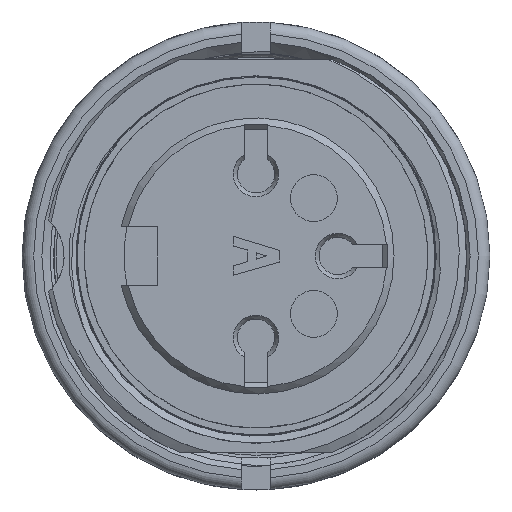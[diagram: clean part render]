
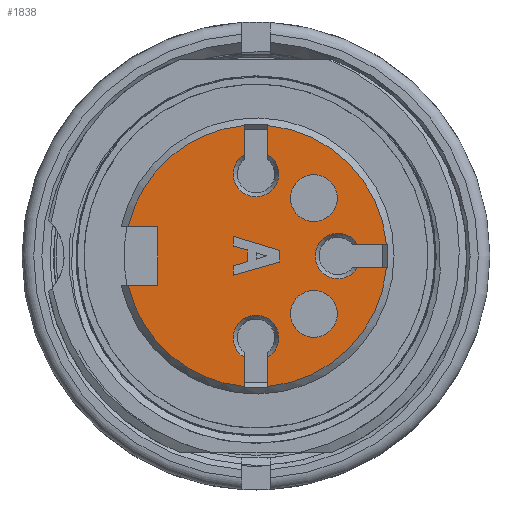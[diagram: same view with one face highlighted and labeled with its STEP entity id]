
A CAD part, front view. The second image highlights one B-rep face of the part: STEP entity #1838.
In plain terms, the highlighted planar face has unit normal (0, -1, 0).
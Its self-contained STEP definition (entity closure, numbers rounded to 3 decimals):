
#1838=ADVANCED_FACE('',(#3562,#3563,#3564,#3565),#2215,.F.);
#2215=PLANE('',#8210);
#2380=LINE('',#10111,#2971);
#2381=LINE('',#10114,#2972);
#2382=LINE('',#10116,#2973);
#2383=LINE('',#10118,#2974);
#2384=LINE('',#10120,#2975);
#2385=LINE('',#10122,#2976);
#2386=LINE('',#10124,#2977);
#2387=LINE('',#10126,#2978);
#2388=LINE('',#10127,#2979);
#2389=LINE('',#10132,#2980);
#2390=LINE('',#10136,#2981);
#2391=LINE('',#10140,#2982);
#2392=LINE('',#10144,#2983);
#2393=LINE('',#10148,#2984);
#2394=LINE('',#10152,#2985);
#2395=LINE('',#10156,#2986);
#2396=LINE('',#10158,#2987);
#2971=VECTOR('',#8643,1.);
#2972=VECTOR('',#8644,1.);
#2973=VECTOR('',#8645,1.);
#2974=VECTOR('',#8646,1.);
#2975=VECTOR('',#8647,1.);
#2976=VECTOR('',#8648,1.);
#2977=VECTOR('',#8649,1.);
#2978=VECTOR('',#8650,1.);
#2979=VECTOR('',#8651,1.);
#2980=VECTOR('',#8654,1.);
#2981=VECTOR('',#8657,1.);
#2982=VECTOR('',#8660,1.);
#2983=VECTOR('',#8663,1.);
#2984=VECTOR('',#8666,1.);
#2985=VECTOR('',#8669,1.);
#2986=VECTOR('',#8672,1.);
#2987=VECTOR('',#8673,1.);
#3562=FACE_BOUND('',#3673,.T.);
#3563=FACE_BOUND('',#3674,.T.);
#3564=FACE_BOUND('',#3675,.T.);
#3565=FACE_BOUND('',#3676,.T.);
#3673=EDGE_LOOP('',(#4118));
#3674=EDGE_LOOP('',(#4119,#4120,#4121,#4122,#4123,#4124,#4125,#4126));
#3675=EDGE_LOOP('',(#4127,#4128,#4129,#4130,#4131,#4132,#4133,#4134,#4135,
#4136,#4137,#4138,#4139,#4140,#4141,#4142));
#3676=EDGE_LOOP('',(#4143));
#4118=ORIENTED_EDGE('',*,*,#6962,.F.);
#4119=ORIENTED_EDGE('',*,*,#6963,.T.);
#4120=ORIENTED_EDGE('',*,*,#6964,.T.);
#4121=ORIENTED_EDGE('',*,*,#6965,.T.);
#4122=ORIENTED_EDGE('',*,*,#6966,.T.);
#4123=ORIENTED_EDGE('',*,*,#6967,.T.);
#4124=ORIENTED_EDGE('',*,*,#6968,.T.);
#4125=ORIENTED_EDGE('',*,*,#6969,.T.);
#4126=ORIENTED_EDGE('',*,*,#6970,.T.);
#4127=ORIENTED_EDGE('',*,*,#6971,.T.);
#4128=ORIENTED_EDGE('',*,*,#6972,.T.);
#4129=ORIENTED_EDGE('',*,*,#6973,.F.);
#4130=ORIENTED_EDGE('',*,*,#6974,.F.);
#4131=ORIENTED_EDGE('',*,*,#6975,.F.);
#4132=ORIENTED_EDGE('',*,*,#6976,.T.);
#4133=ORIENTED_EDGE('',*,*,#6977,.F.);
#4134=ORIENTED_EDGE('',*,*,#6978,.F.);
#4135=ORIENTED_EDGE('',*,*,#6979,.F.);
#4136=ORIENTED_EDGE('',*,*,#6980,.T.);
#4137=ORIENTED_EDGE('',*,*,#6981,.F.);
#4138=ORIENTED_EDGE('',*,*,#6982,.F.);
#4139=ORIENTED_EDGE('',*,*,#6983,.F.);
#4140=ORIENTED_EDGE('',*,*,#6984,.T.);
#4141=ORIENTED_EDGE('',*,*,#6985,.T.);
#4142=ORIENTED_EDGE('',*,*,#6986,.T.);
#4143=ORIENTED_EDGE('',*,*,#6987,.F.);
#6256=VERTEX_POINT('',#10110);
#6257=VERTEX_POINT('',#10112);
#6258=VERTEX_POINT('',#10113);
#6259=VERTEX_POINT('',#10115);
#6260=VERTEX_POINT('',#10117);
#6261=VERTEX_POINT('',#10119);
#6262=VERTEX_POINT('',#10121);
#6263=VERTEX_POINT('',#10123);
#6264=VERTEX_POINT('',#10125);
#6265=VERTEX_POINT('',#10128);
#6266=VERTEX_POINT('',#10129);
#6267=VERTEX_POINT('',#10131);
#6268=VERTEX_POINT('',#10133);
#6269=VERTEX_POINT('',#10135);
#6270=VERTEX_POINT('',#10137);
#6271=VERTEX_POINT('',#10139);
#6272=VERTEX_POINT('',#10141);
#6273=VERTEX_POINT('',#10143);
#6274=VERTEX_POINT('',#10145);
#6275=VERTEX_POINT('',#10147);
#6276=VERTEX_POINT('',#10149);
#6277=VERTEX_POINT('',#10151);
#6278=VERTEX_POINT('',#10153);
#6279=VERTEX_POINT('',#10155);
#6280=VERTEX_POINT('',#10157);
#6281=VERTEX_POINT('',#10160);
#6962=EDGE_CURVE('',#6256,#6256,#8031,.T.);
#6963=EDGE_CURVE('',#6257,#6258,#2380,.T.);
#6964=EDGE_CURVE('',#6258,#6259,#2381,.T.);
#6965=EDGE_CURVE('',#6259,#6260,#2382,.T.);
#6966=EDGE_CURVE('',#6260,#6261,#2383,.T.);
#6967=EDGE_CURVE('',#6261,#6262,#2384,.T.);
#6968=EDGE_CURVE('',#6262,#6263,#2385,.T.);
#6969=EDGE_CURVE('',#6263,#6264,#2386,.T.);
#6970=EDGE_CURVE('',#6264,#6257,#2387,.T.);
#6971=EDGE_CURVE('',#6265,#6266,#2388,.T.);
#6972=EDGE_CURVE('',#6266,#6267,#8032,.T.);
#6973=EDGE_CURVE('',#6268,#6267,#2389,.T.);
#6974=EDGE_CURVE('',#6269,#6268,#8033,.T.);
#6975=EDGE_CURVE('',#6270,#6269,#2390,.T.);
#6976=EDGE_CURVE('',#6270,#6271,#8034,.T.);
#6977=EDGE_CURVE('',#6272,#6271,#2391,.T.);
#6978=EDGE_CURVE('',#6273,#6272,#8035,.T.);
#6979=EDGE_CURVE('',#6274,#6273,#2392,.T.);
#6980=EDGE_CURVE('',#6274,#6275,#8036,.T.);
#6981=EDGE_CURVE('',#6276,#6275,#2393,.T.);
#6982=EDGE_CURVE('',#6277,#6276,#8037,.T.);
#6983=EDGE_CURVE('',#6278,#6277,#2394,.T.);
#6984=EDGE_CURVE('',#6278,#6279,#8038,.T.);
#6985=EDGE_CURVE('',#6279,#6280,#2395,.T.);
#6986=EDGE_CURVE('',#6280,#6265,#2396,.T.);
#6987=EDGE_CURVE('',#6281,#6281,#8039,.T.);
#8031=CIRCLE('',#8201,1.);
#8032=CIRCLE('',#8202,5.6);
#8033=CIRCLE('',#8203,0.973);
#8034=CIRCLE('',#8204,5.6);
#8035=CIRCLE('',#8205,0.973);
#8036=CIRCLE('',#8206,5.6);
#8037=CIRCLE('',#8207,0.973);
#8038=CIRCLE('',#8208,5.6);
#8039=CIRCLE('',#8209,1.);
#8201=AXIS2_PLACEMENT_3D('',#10109,#8641,#8642);
#8202=AXIS2_PLACEMENT_3D('',#10130,#8652,#8653);
#8203=AXIS2_PLACEMENT_3D('',#10134,#8655,#8656);
#8204=AXIS2_PLACEMENT_3D('',#10138,#8658,#8659);
#8205=AXIS2_PLACEMENT_3D('',#10142,#8661,#8662);
#8206=AXIS2_PLACEMENT_3D('',#10146,#8664,#8665);
#8207=AXIS2_PLACEMENT_3D('',#10150,#8667,#8668);
#8208=AXIS2_PLACEMENT_3D('',#10154,#8670,#8671);
#8209=AXIS2_PLACEMENT_3D('',#10159,#8674,#8675);
#8210=AXIS2_PLACEMENT_3D('',#10161,#8676,#8677);
#8641=DIRECTION('',(0.,-1.,0.));
#8642=DIRECTION('',(0.,0.,1.));
#8643=DIRECTION('',(0.,0.,-1.));
#8644=DIRECTION('',(-0.963,0.,-0.27));
#8645=DIRECTION('',(0.,0.,1.));
#8646=DIRECTION('',(0.958,0.,0.287));
#8647=DIRECTION('',(0.,0.,1.));
#8648=DIRECTION('',(-0.966,0.,0.258));
#8649=DIRECTION('',(0.,0.,1.));
#8650=DIRECTION('',(0.958,0.,-0.287));
#8651=DIRECTION('',(-1.,0.,0.));
#8652=DIRECTION('',(0.,-1.,0.));
#8653=DIRECTION('',(0.,0.,1.));
#8654=DIRECTION('',(0.,0.,-1.));
#8655=DIRECTION('',(0.,-1.,0.));
#8656=DIRECTION('',(0.514,0.,-0.858));
#8657=DIRECTION('',(0.,0.,1.));
#8658=DIRECTION('',(0.,-1.,0.));
#8659=DIRECTION('',(0.,0.,1.));
#8660=DIRECTION('',(1.,0.,0.));
#8661=DIRECTION('',(0.,-1.,0.));
#8662=DIRECTION('',(0.858,0.,0.514));
#8663=DIRECTION('',(-1.,0.,0.));
#8664=DIRECTION('',(0.,-1.,0.));
#8665=DIRECTION('',(0.,0.,1.));
#8666=DIRECTION('',(0.,0.,1.));
#8667=DIRECTION('',(0.,-1.,0.));
#8668=DIRECTION('',(-0.514,0.,0.858));
#8669=DIRECTION('',(0.,0.,-1.));
#8670=DIRECTION('',(0.,-1.,0.));
#8671=DIRECTION('',(0.,0.,1.));
#8672=DIRECTION('',(1.,0.,0.));
#8673=DIRECTION('',(0.,0.,-1.));
#8674=DIRECTION('',(0.,-1.,0.));
#8675=DIRECTION('',(0.,0.,1.));
#8676=DIRECTION('',(0.,1.,0.));
#8677=DIRECTION('',(0.,0.,1.));
#10109=CARTESIAN_POINT('',(3.071,-24.606,2.475));
#10110=CARTESIAN_POINT('',(3.071,-24.606,3.475));
#10111=CARTESIAN_POINT('',(1.616,-24.606,0.24));
#10112=CARTESIAN_POINT('',(1.616,-24.606,0.24));
#10113=CARTESIAN_POINT('',(1.616,-24.606,-0.26));
#10114=CARTESIAN_POINT('',(1.616,-24.606,-0.26));
#10115=CARTESIAN_POINT('',(-0.384,-24.606,-0.82));
#10116=CARTESIAN_POINT('',(-0.384,-24.606,-0.82));
#10117=CARTESIAN_POINT('',(-0.384,-24.606,-0.42));
#10118=CARTESIAN_POINT('',(-0.384,-24.606,-0.42));
#10119=CARTESIAN_POINT('',(0.216,-24.606,-0.24));
#10120=CARTESIAN_POINT('',(0.216,-24.606,-0.24));
#10121=CARTESIAN_POINT('',(0.216,-24.606,0.26));
#10122=CARTESIAN_POINT('',(0.216,-24.606,0.26));
#10123=CARTESIAN_POINT('',(-0.384,-24.606,0.42));
#10124=CARTESIAN_POINT('',(-0.384,-24.606,0.42));
#10125=CARTESIAN_POINT('',(-0.384,-24.606,0.84));
#10126=CARTESIAN_POINT('',(-0.384,-24.606,0.84));
#10127=CARTESIAN_POINT('',(-5.783,-24.606,-1.25));
#10128=CARTESIAN_POINT('',(-3.604,-24.606,-1.25));
#10129=CARTESIAN_POINT('',(-4.863,-24.606,-1.25));
#10130=CARTESIAN_POINT('',(0.596,-24.606,0.));
#10131=CARTESIAN_POINT('',(0.096,-24.606,-5.578));
#10132=CARTESIAN_POINT('',(0.096,-24.606,-4.335));
#10133=CARTESIAN_POINT('',(0.096,-24.606,-4.335));
#10134=CARTESIAN_POINT('',(0.596,-24.606,-3.5));
#10135=CARTESIAN_POINT('',(1.096,-24.606,-4.335));
#10136=CARTESIAN_POINT('',(1.096,-24.606,-5.7));
#10137=CARTESIAN_POINT('',(1.096,-24.606,-5.578));
#10138=CARTESIAN_POINT('',(0.596,-24.606,0.));
#10139=CARTESIAN_POINT('',(6.174,-24.606,-0.5));
#10140=CARTESIAN_POINT('',(4.931,-24.606,-0.5));
#10141=CARTESIAN_POINT('',(4.931,-24.606,-0.5));
#10142=CARTESIAN_POINT('',(4.096,-24.606,0.));
#10143=CARTESIAN_POINT('',(4.931,-24.606,0.5));
#10144=CARTESIAN_POINT('',(6.296,-24.606,0.5));
#10145=CARTESIAN_POINT('',(6.174,-24.606,0.5));
#10146=CARTESIAN_POINT('',(0.596,-24.606,0.));
#10147=CARTESIAN_POINT('',(1.096,-24.606,5.578));
#10148=CARTESIAN_POINT('',(1.096,-24.606,4.335));
#10149=CARTESIAN_POINT('',(1.096,-24.606,4.335));
#10150=CARTESIAN_POINT('',(0.596,-24.606,3.5));
#10151=CARTESIAN_POINT('',(0.096,-24.606,4.335));
#10152=CARTESIAN_POINT('',(0.096,-24.606,5.7));
#10153=CARTESIAN_POINT('',(0.096,-24.606,5.578));
#10154=CARTESIAN_POINT('',(0.596,-24.606,0.));
#10155=CARTESIAN_POINT('',(-4.863,-24.606,1.25));
#10156=CARTESIAN_POINT('',(-3.604,-24.606,1.25));
#10157=CARTESIAN_POINT('',(-3.604,-24.606,1.25));
#10158=CARTESIAN_POINT('',(-3.604,-24.606,-1.25));
#10159=CARTESIAN_POINT('',(3.071,-24.606,-2.475));
#10160=CARTESIAN_POINT('',(3.071,-24.606,-1.475));
#10161=CARTESIAN_POINT('',(0.596,-24.606,5.9));
